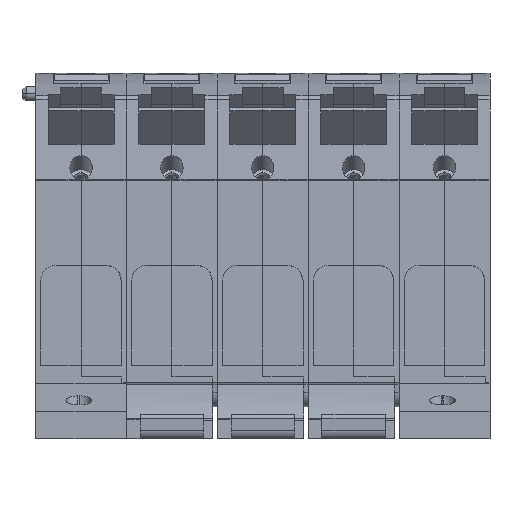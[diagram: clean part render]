
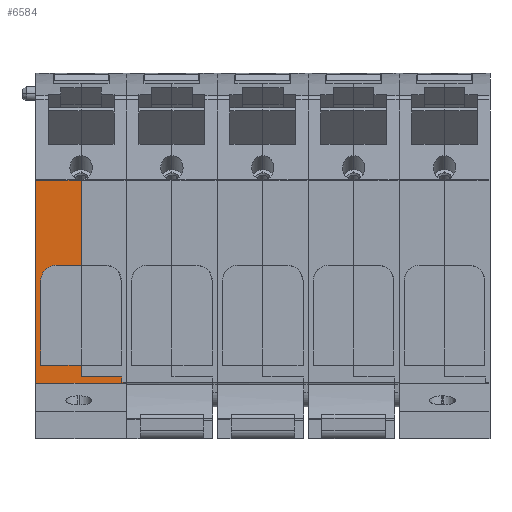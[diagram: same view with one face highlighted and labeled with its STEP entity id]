
A CAD part, front view. The second image highlights one B-rep face of the part: STEP entity #6584.
In plain terms, the highlighted planar face has unit normal (0, -1, 0).
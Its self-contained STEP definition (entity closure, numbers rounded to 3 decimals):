
#6566=AXIS2_PLACEMENT_3D('Plane Axis2P3D',#6563,#6564,#6565) ;
#42=CARTESIAN_POINT('Vertex',(22.,17.,13.6)) ;
#45=CARTESIAN_POINT('Line Origine',(22.,17.,13.025)) ;
#49=CARTESIAN_POINT('Vertex',(22.,17.,12.45)) ;
#158=CARTESIAN_POINT('Line Origine',(22.5,17.,12.45)) ;
#162=CARTESIAN_POINT('Vertex',(23.,17.,12.45)) ;
#195=CARTESIAN_POINT('Vertex',(23.,17.,12.187)) ;
#245=CARTESIAN_POINT('Line Origine',(23.,17.,12.319)) ;
#279=CARTESIAN_POINT('Vertex',(13.,17.,13.6)) ;
#282=CARTESIAN_POINT('Line Origine',(17.5,17.,13.6)) ;
#3112=CARTESIAN_POINT('Line Origine',(8.,17.,56.95)) ;
#3116=CARTESIAN_POINT('Vertex',(3.,17.,56.95)) ;
#3118=CARTESIAN_POINT('Vertex',(12.793,17.,56.95)) ;
#3294=CARTESIAN_POINT('Line Origine',(4.15,17.,25.546)) ;
#3298=CARTESIAN_POINT('Vertex',(4.15,17.,16.2)) ;
#3300=CARTESIAN_POINT('Vertex',(4.15,17.,34.892)) ;
#3346=CARTESIAN_POINT('Control Point',(7.485,17.,38.202)) ;
#3347=CARTESIAN_POINT('Control Point',(7.163,17.,38.201)) ;
#3348=CARTESIAN_POINT('Control Point',(6.84,17.,38.159)) ;
#3349=CARTESIAN_POINT('Control Point',(6.525,17.,38.079)) ;
#3350=CARTESIAN_POINT('Control Point',(5.923,17.,37.845)) ;
#3351=CARTESIAN_POINT('Control Point',(5.394,17.,37.479)) ;
#3352=CARTESIAN_POINT('Control Point',(5.154,17.,37.268)) ;
#3353=CARTESIAN_POINT('Control Point',(4.666,17.,36.726)) ;
#3354=CARTESIAN_POINT('Control Point',(4.339,17.,36.078)) ;
#3355=CARTESIAN_POINT('Control Point',(4.213,17.,35.69)) ;
#3356=CARTESIAN_POINT('Control Point',(4.15,17.,35.29)) ;
#3357=CARTESIAN_POINT('Control Point',(4.15,17.,34.892)) ;
#3358=CARTESIAN_POINT('Vertex',(7.485,17.,38.202)) ;
#3405=CARTESIAN_POINT('Vertex',(13.,17.,38.202)) ;
#3408=CARTESIAN_POINT('Line Origine',(10.242,17.,38.202)) ;
#4536=CARTESIAN_POINT('Line Origine',(8.575,17.,16.2)) ;
#4540=CARTESIAN_POINT('Vertex',(13.,17.,16.2)) ;
#4753=CARTESIAN_POINT('Control Point',(12.793,17.,56.95)) ;
#4754=CARTESIAN_POINT('Control Point',(12.862,17.,56.943)) ;
#4755=CARTESIAN_POINT('Control Point',(12.931,17.,56.94)) ;
#4756=CARTESIAN_POINT('Control Point',(13.,17.,56.94)) ;
#4757=CARTESIAN_POINT('Vertex',(13.,17.,56.94)) ;
#6187=CARTESIAN_POINT('Line Origine',(13.,17.,47.571)) ;
#6192=CARTESIAN_POINT('Line Origine',(13.,17.,14.9)) ;
#6438=CARTESIAN_POINT('Vertex',(3.,17.,12.187)) ;
#6441=CARTESIAN_POINT('Line Origine',(3.,17.,34.569)) ;
#6541=CARTESIAN_POINT('Line Origine',(13.,17.,12.187)) ;
#6563=CARTESIAN_POINT('Axis2P3D Location',(3.,17.,13.45)) ;
#46=DIRECTION('Vector Direction',(0.,0.,-1.)) ;
#159=DIRECTION('Vector Direction',(-1.,0.,0.)) ;
#246=DIRECTION('Vector Direction',(0.,0.,1.)) ;
#283=DIRECTION('Vector Direction',(1.,0.,0.)) ;
#3113=DIRECTION('Vector Direction',(1.,0.,0.)) ;
#3295=DIRECTION('Vector Direction',(0.,0.,-1.)) ;
#3409=DIRECTION('Vector Direction',(-1.,0.,0.)) ;
#4537=DIRECTION('Vector Direction',(1.,0.,0.)) ;
#6188=DIRECTION('Vector Direction',(0.,0.,1.)) ;
#6193=DIRECTION('Vector Direction',(0.,0.,1.)) ;
#6442=DIRECTION('Vector Direction',(0.,0.,1.)) ;
#6542=DIRECTION('Vector Direction',(-1.,0.,0.)) ;
#6564=DIRECTION('Axis2P3D Direction',(0.,1.,0.)) ;
#6565=DIRECTION('Axis2P3D XDirection',(0.,0.,1.)) ;
#47=VECTOR('Line Direction',#46,1.) ;
#160=VECTOR('Line Direction',#159,1.) ;
#247=VECTOR('Line Direction',#246,1.) ;
#284=VECTOR('Line Direction',#283,1.) ;
#3114=VECTOR('Line Direction',#3113,1.) ;
#3296=VECTOR('Line Direction',#3295,1.) ;
#3410=VECTOR('Line Direction',#3409,1.) ;
#4538=VECTOR('Line Direction',#4537,1.) ;
#6189=VECTOR('Line Direction',#6188,1.) ;
#6194=VECTOR('Line Direction',#6193,1.) ;
#6443=VECTOR('Line Direction',#6442,1.) ;
#6543=VECTOR('Line Direction',#6542,1.) ;
#6569=ORIENTED_EDGE('',*,*,#6445,.F.) ;
#6570=ORIENTED_EDGE('',*,*,#6545,.F.) ;
#6571=ORIENTED_EDGE('',*,*,#249,.T.) ;
#6572=ORIENTED_EDGE('',*,*,#164,.T.) ;
#6573=ORIENTED_EDGE('',*,*,#51,.F.) ;
#6574=ORIENTED_EDGE('',*,*,#286,.T.) ;
#6575=ORIENTED_EDGE('',*,*,#6196,.T.) ;
#6576=ORIENTED_EDGE('',*,*,#4542,.F.) ;
#6577=ORIENTED_EDGE('',*,*,#3302,.T.) ;
#6578=ORIENTED_EDGE('',*,*,#3360,.T.) ;
#6579=ORIENTED_EDGE('',*,*,#3412,.T.) ;
#6580=ORIENTED_EDGE('',*,*,#6191,.F.) ;
#6581=ORIENTED_EDGE('',*,*,#4759,.F.) ;
#6582=ORIENTED_EDGE('',*,*,#3120,.F.) ;
#6584=ADVANCED_FACE('DM L',(#6583),#6567,.F.) ;
#3345=B_SPLINE_CURVE_WITH_KNOTS('',5,(#3346,#3347,#3348,#3349,#3350,#3351,#3352,#3353,#3354,#3355,#3356,#3357),.UNSPECIFIED.,.F.,.U.,(6,3,3,6),(0.,2.31,4.606,7.572),.UNSPECIFIED.) ;
#4752=B_SPLINE_CURVE_WITH_KNOTS('',3,(#4753,#4754,#4755,#4756),.UNSPECIFIED.,.F.,.U.,(4,4),(0.,0.294),.UNSPECIFIED.) ;
#51=EDGE_CURVE('',#43,#50,#48,.T.) ;
#164=EDGE_CURVE('',#163,#50,#161,.T.) ;
#249=EDGE_CURVE('',#196,#163,#248,.T.) ;
#286=EDGE_CURVE('',#43,#280,#285,.F.) ;
#3120=EDGE_CURVE('',#3117,#3119,#3115,.T.) ;
#3302=EDGE_CURVE('',#3299,#3301,#3297,.F.) ;
#3360=EDGE_CURVE('',#3301,#3359,#3345,.F.) ;
#3412=EDGE_CURVE('',#3359,#3406,#3411,.F.) ;
#4542=EDGE_CURVE('',#3299,#4541,#4539,.T.) ;
#4759=EDGE_CURVE('',#3119,#4758,#4752,.T.) ;
#6191=EDGE_CURVE('',#4758,#3406,#6190,.F.) ;
#6196=EDGE_CURVE('',#280,#4541,#6195,.T.) ;
#6445=EDGE_CURVE('',#6439,#3117,#6444,.T.) ;
#6545=EDGE_CURVE('',#196,#6439,#6544,.T.) ;
#6568=EDGE_LOOP('',(#6569,#6570,#6571,#6572,#6573,#6574,#6575,#6576,#6577,#6578,#6579,#6580,#6581,#6582)) ;
#6583=FACE_OUTER_BOUND('',#6568,.T.) ;
#48=LINE('Line',#45,#47) ;
#161=LINE('Line',#158,#160) ;
#248=LINE('Line',#245,#247) ;
#285=LINE('Line',#282,#284) ;
#3115=LINE('Line',#3112,#3114) ;
#3297=LINE('Line',#3294,#3296) ;
#3411=LINE('Line',#3408,#3410) ;
#4539=LINE('Line',#4536,#4538) ;
#6190=LINE('Line',#6187,#6189) ;
#6195=LINE('Line',#6192,#6194) ;
#6444=LINE('Line',#6441,#6443) ;
#6544=LINE('Line',#6541,#6543) ;
#6567=PLANE('',#6566) ;
#43=VERTEX_POINT('',#42) ;
#50=VERTEX_POINT('',#49) ;
#163=VERTEX_POINT('',#162) ;
#196=VERTEX_POINT('',#195) ;
#280=VERTEX_POINT('',#279) ;
#3117=VERTEX_POINT('',#3116) ;
#3119=VERTEX_POINT('',#3118) ;
#3299=VERTEX_POINT('',#3298) ;
#3301=VERTEX_POINT('',#3300) ;
#3359=VERTEX_POINT('',#3358) ;
#3406=VERTEX_POINT('',#3405) ;
#4541=VERTEX_POINT('',#4540) ;
#4758=VERTEX_POINT('',#4757) ;
#6439=VERTEX_POINT('',#6438) ;
